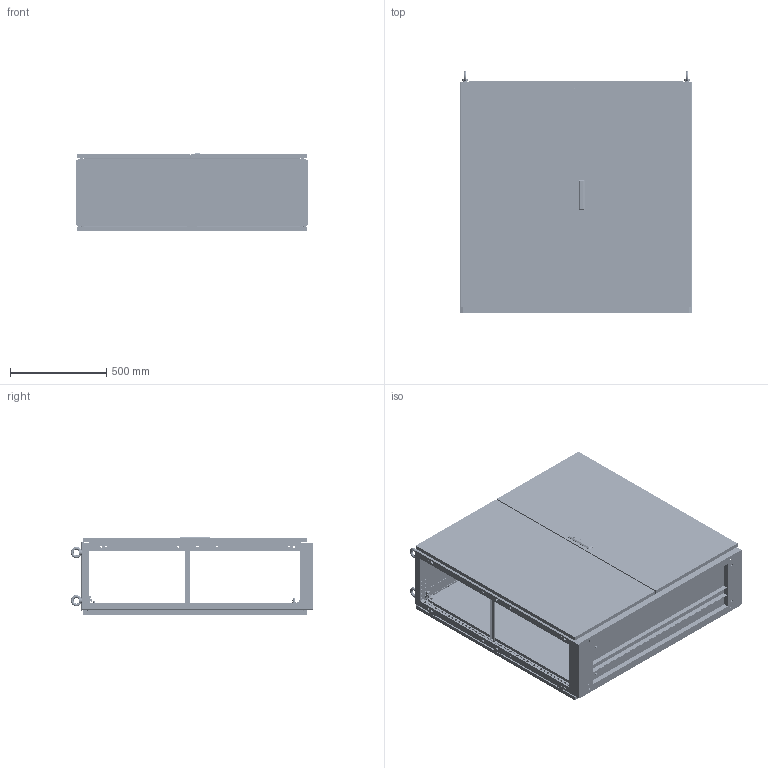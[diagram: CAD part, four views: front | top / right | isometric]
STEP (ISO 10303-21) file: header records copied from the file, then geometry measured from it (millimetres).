
FILE_DESCRIPTION (( 'STEP AP214' ), '1' );
FILE_NAME ('0395-1212-40-17.step', '2022-07-12T04:53:38', ( '' ), ( '' ), 'SwSTEP 2.0', 'SolidWorks 2019', '' );
FILE_SCHEMA (( 'AUTOMOTIVE_DESIGN' ));
Length unit declared in the file: millimetre
Products named in the file (18): arretierwinkel_re_s; Tuer2_s_0395-1212-05-97; Tiefenstrebe_s_0396-0006-40-00; rasthalterung_re_s; TuerGG_s_0395-1212-02-97; Dachplatte_as_0395-1200-40-07; 3080-9036-03-48 Schutzleiterschraube; Bodenplattensatz_s_0396-1200-40-03; 0395-1212-40-17; rasthalterung_li_s; Rueckwand_s_0395-1212-03-97; MontageplatteZubehoer_s; Montageplatte_s_1212; arretierwinkel_li_s; MPGleitschuh_s; TuerLP_s_0395-1212-01-97; Korpus_as_1212-40; MontageplatteKPL_s_0348-1212-00-13
Assembly tree (19 placements, depth 4):
  0395-1212-40-17
    Korpus_as_1212-40
    Tuer2_s_0395-1212-05-97
      TuerGG_s_0395-1212-02-97
      TuerLP_s_0395-1212-01-97
    Dachplatte_as_0395-1200-40-07
    Rueckwand_s_0395-1212-03-97
    Bodenplattensatz_s_0396-1200-40-03
    MontageplatteKPL_s_0348-1212-00-13
      Montageplatte_s_1212
      MontageplatteZubehoer_s
        arretierwinkel_li_s
        arretierwinkel_re_s
        rasthalterung_li_s
        rasthalterung_re_s
        3080-9036-03-48 Schutzleiterschraube
        MPGleitschuh_s  x2
    Tiefenstrebe_s_0396-0006-40-00  x2
Bounding box: 1200 x 1257.99 x 408.5 mm (x, y, z)
Volume: 15886638.2 mm3; surface area: 14985441.5 mm2
Topology: 88 solids, 88 shells, 8818 faces, 24122 edges, 15966 vertices
Faces by surface type: plane 5263, cylinder 3210, cone 293, bspline 28, torus 24
Entity records: 322770 total; most frequent: CARTESIAN_POINT 51508, ORIENTED_EDGE 47660, DIRECTION 47499, EDGE_CURVE 23830, VECTOR 16609, LINE 16609, VERTEX_POINT 15774, AXIS2_PLACEMENT_3D 15445
